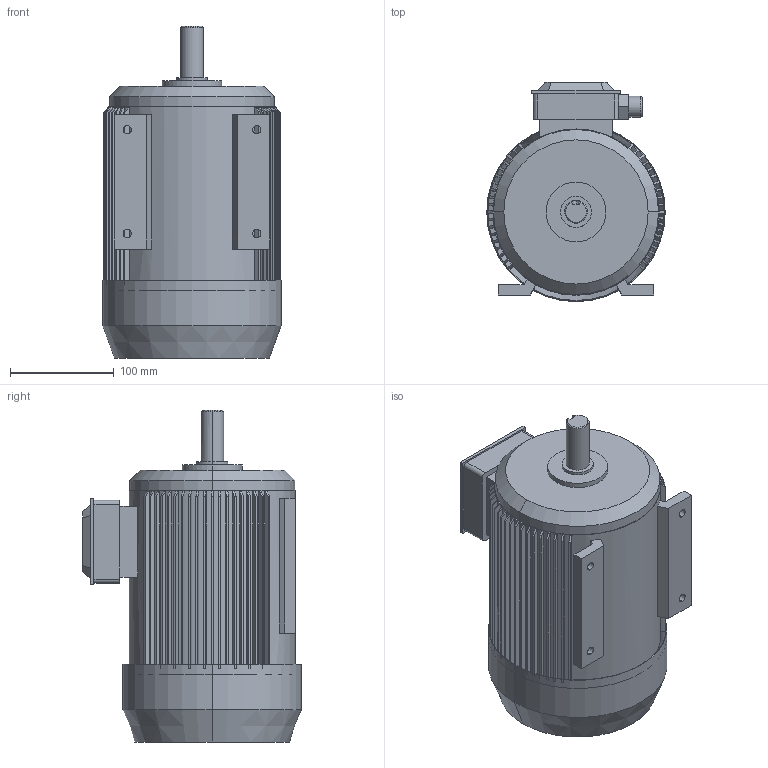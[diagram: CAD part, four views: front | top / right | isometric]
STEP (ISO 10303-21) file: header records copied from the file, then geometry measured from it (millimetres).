
FILE_DESCRIPTION (( 'STEP AP203' ), '1' );
FILE_NAME ('electromotor AIR80V6 1.1 kW.STEP', '2014-12-10T10:54:52', ( 'AAA' ), ( '' ), 'SwSTEP 2.0', 'SolidWorks 2009', '' );
FILE_SCHEMA (( 'CONFIG_CONTROL_DESIGN' ));
Length unit declared in the file: millimetre
Products named in the file (1): electromotor AIR80V6 1.1 kW
Bounding box: 172.09 x 211.04 x 320 mm (x, y, z)
Volume: 4446136 mm3; surface area: 357497 mm2
Topology: 2 solids, 2 shells, 816 faces, 2368 edges, 1574 vertices
Faces by surface type: plane 764, cylinder 39, cone 9, torus 4
Entity records: 27098 total; most frequent: CARTESIAN_POINT 4799, ORIENTED_EDGE 4736, DIRECTION 4177, EDGE_CURVE 2368, VECTOR 2185, LINE 2185, VERTEX_POINT 1574, EDGE_LOOP 1090
